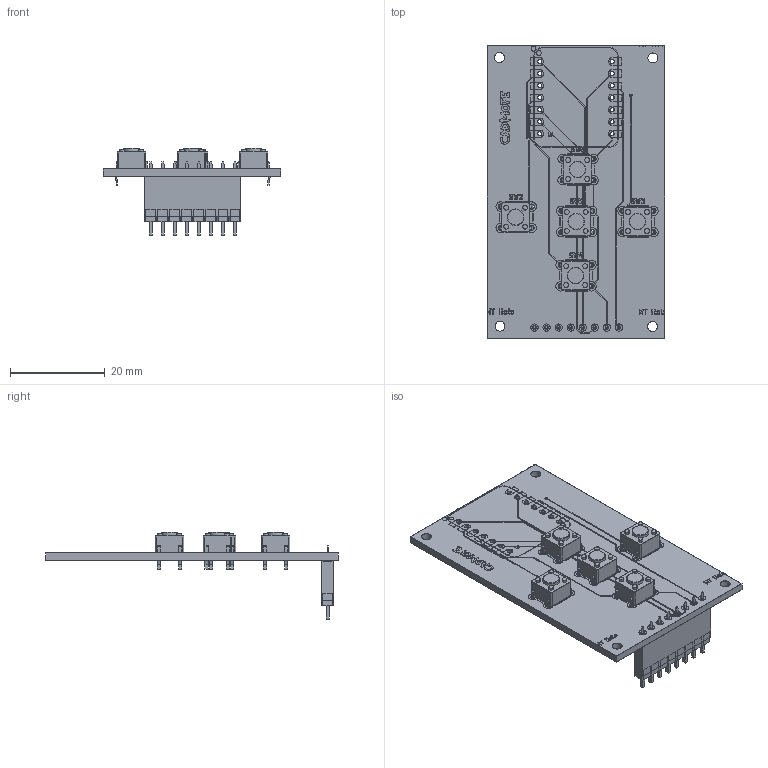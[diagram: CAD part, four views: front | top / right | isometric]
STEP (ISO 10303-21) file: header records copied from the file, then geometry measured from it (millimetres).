
FILE_DESCRIPTION(('KiCad electronic assembly'),'2;1');
FILE_NAME('cADmOTE.step','2025-11-29T10:17:03',('Pcbnew'),('Kicad'), 'Open CASCADE STEP processor 7.9','KiCad to STEP converter','Unknown' );
FILE_SCHEMA(('AUTOMOTIVE_DESIGN { 1 0 10303 214 1 1 1 1 }'));
Length unit declared in the file: millimetre
Products named in the file (10): cADmOTE 1; SW_PUSH_6mm; PinHeader_1x08_P2.54mm_Vertical; PinSocket_1x08_P2.54mm_Vertical; cADmOTE_copper; cADmOTE_silkscreen; cADmOTE_soldermask; cADmOTE_PCB
Assembly tree (13 placements, depth 2):
  cADmOTE 1
    SW_PUSH_6mm  x5
    PinHeader_1x08_P2.54mm_Vertical
    PinSocket_1x08_P2.54mm_Vertical
    cADmOTE_copper
    cADmOTE_silkscreen
    cADmOTE_silkscreen
    cADmOTE_soldermask
    cADmOTE_soldermask
    cADmOTE_PCB
Bounding box: 37.33 x 61.65 x 18.48 mm (x, y, z)
Volume: 4701 mm3; surface area: 12519.5 mm2
Topology: 26 solids, 128 shells, 1673 faces, 5952 edges, 4576 vertices
Faces by surface type: plane 1189, cylinder 479, torus 5
Full cylindrical faces by diameter (mm): 0.3 x2, 0.712 x8, 0.762 x16, 0.839 x14, 0.889 x28, 1 x20, 1.05 x20, 1.1 x40, 1.524 x30, 2 x40, 2.1 x4, 3.5 x5
Entity records: 57977 total; most frequent: CARTESIAN_POINT 9971, DIRECTION 8706, ORIENTED_EDGE 7683, EDGE_CURVE 4844, VERTEX_POINT 3860, LINE 3516, VECTOR 3516, AXIS2_PLACEMENT_3D 2595
